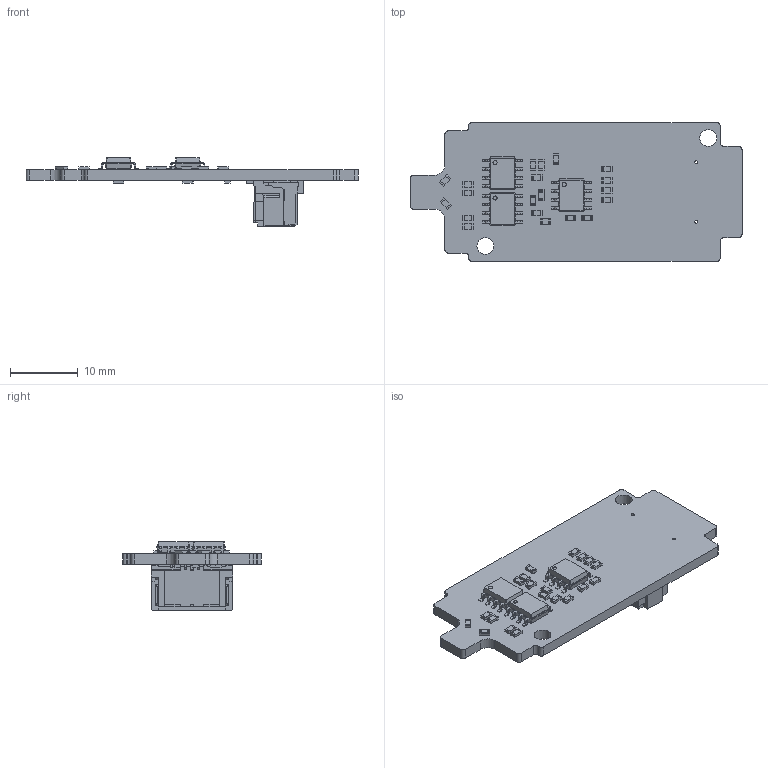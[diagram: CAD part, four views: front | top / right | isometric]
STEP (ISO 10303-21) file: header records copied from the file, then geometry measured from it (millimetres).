
FILE_DESCRIPTION(('FreeCAD Model'),'2;1');
FILE_NAME('Open CASCADE Shape Model','2023-10-16T15:23:11',( 'kicad StepUp'),('ksu MCAD'),'Open CASCADE STEP processor 7.6', 'FreeCAD','Unknown');
FILE_SCHEMA(('CONFIG_CONTROL_DESIGN','SHAPE_APPEARANCE_LAYER_MIM'));
Length unit declared in the file: millimetre
Products named in the file (15): diff-probe; Local_CS_ec56; Board_Geoms_ec56; Pcb_ec56; PCB_Sketch_ec56; Step_Models_ec56; Bot_ec56; J4_5024940470_92de4f853d0e; Solid; Compound; Step_Virtual_Models_ec56; TopV_ec56; R28_R_0603_1608Metric_03e3a71bb201; IC3_SOIC_8_39x49mm_P127mm_50c091b3a099; BotV_ec56
Assembly tree (39 placements, depth 5):
  diff-probe
    Local_CS_ec56
    Board_Geoms_ec56
      Pcb_ec56
      PCB_Sketch_ec56
    Step_Models_ec56
      Bot_ec56
        J4_5024940470_92de4f853d0e
          Solid
          Compound
    Step_Virtual_Models_ec56
      TopV_ec56
        R28_R_0603_1608Metric_03e3a71bb201  x20
        IC3_SOIC_8_39x49mm_P127mm_50c091b3a099  x3
      BotV_ec56
        R28_R_0603_1608Metric_03e3a71bb201  x4
Bounding box: 49.17 x 20.5 x 10.15 mm (x, y, z)
Volume: 1815.7 mm3; surface area: 3145.6 mm2
Topology: 29 solids, 29 shells, 1592 faces, 4342 edges, 2862 vertices
Faces by surface type: plane 1165, cylinder 331, bspline 96
Full cylindrical faces by diameter (mm): 0.46 x2, 0.6 x3, 2.5 x2
Entity records: 24125 total; most frequent: CARTESIAN_POINT 4212, ORIENTED_EDGE 3822, DIRECTION 3490, EDGE_CURVE 1911, LINE 1750, VECTOR 1750, VERTEX_POINT 1230, AXIS2_PLACEMENT_3D 870
